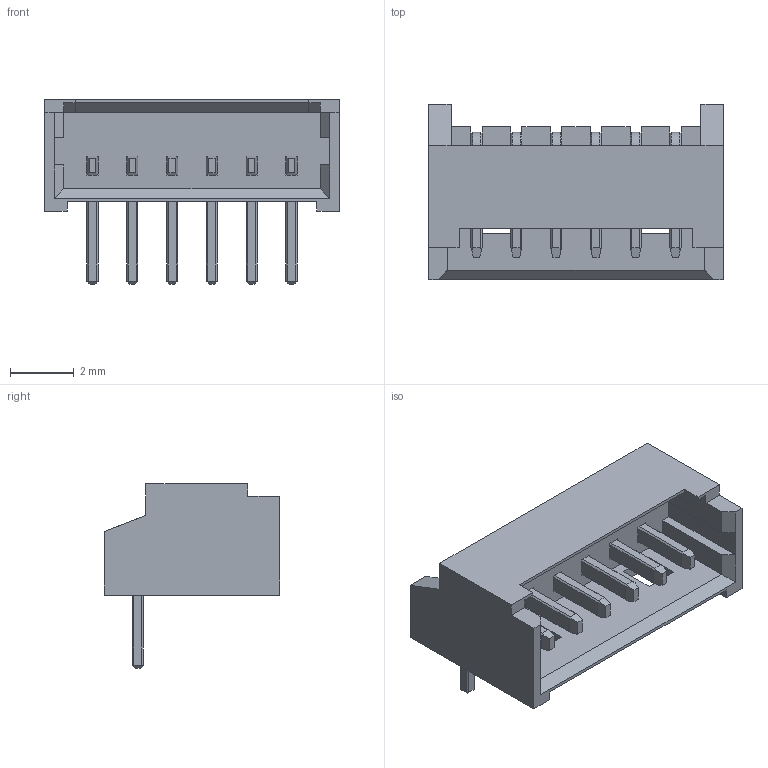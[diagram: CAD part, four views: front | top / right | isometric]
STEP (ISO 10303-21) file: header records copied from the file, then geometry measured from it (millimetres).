
FILE_DESCRIPTION(('FreeCAD Model'),'2;1');
FILE_NAME('Molex_PicoBlade_53048_X.step','2018-10-23T16:48:49',( 'kicad StepUp'),('ksu MCAD'),'Open CASCADE STEP processor 7.3', 'FreeCAD','Unknown');
FILE_SCHEMA(('AUTOMOTIVE_DESIGN { 1 0 10303 214 1 1 1 1 }'));
Length unit declared in the file: millimetre
Products named in the file (1): Molex_PicoBlade_53048_X
Bounding box: 9.25 x 5.5 x 5.8 mm (x, y, z)
Volume: 73.2 mm3; surface area: 283.7 mm2
Topology: 1 solids, 1 shells, 361 faces, 1021 edges, 620 vertices
Faces by surface type: plane 319, bspline 24, cone 12, cylinder 6
Entity records: 13987 total; most frequent: CARTESIAN_POINT 2315, ORIENTED_EDGE 2042, DIRECTION 1673, EDGE_CURVE 1021, LINE 901, VECTOR 901, VERTEX_POINT 620, AXIS2_PLACEMENT_3D 386
